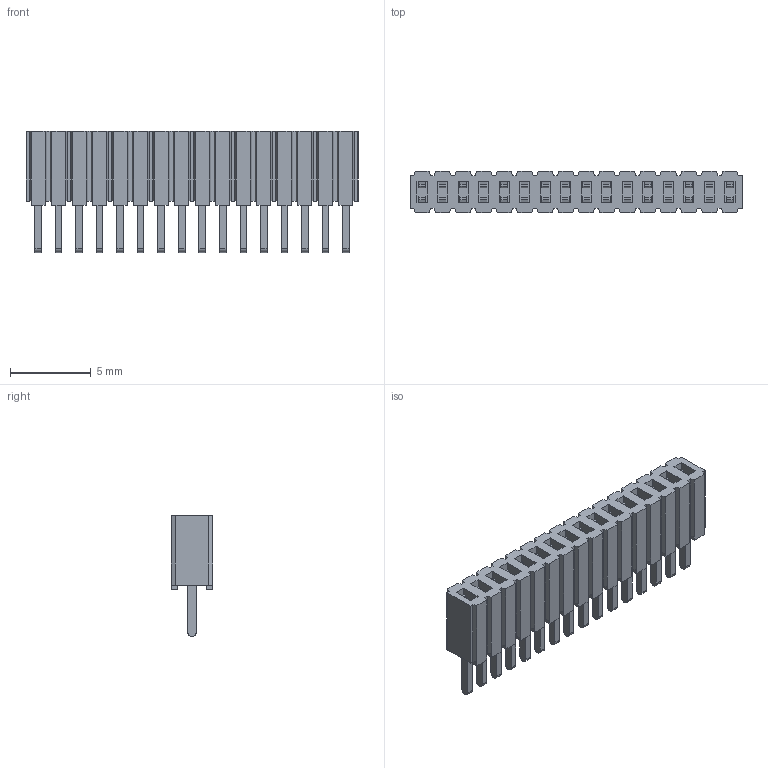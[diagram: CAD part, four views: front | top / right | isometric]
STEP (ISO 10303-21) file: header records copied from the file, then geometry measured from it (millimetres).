
FILE_DESCRIPTION(('FreeCAD Model'),'2;1');
FILE_NAME('Open CASCADE Shape Model','2025-01-06T12:22:41',(''),(''), 'Open CASCADE STEP processor 7.8','FreeCAD','Unknown');
FILE_SCHEMA(('AUTOMOTIVE_DESIGN { 1 0 10303 214 1 1 1 1 }'));
Length unit declared in the file: millimetre
Products named in the file (2): SLM-116-01-S_socket; C-29-01-16-S
Bounding box: 20.55 x 2.54 x 7.49 mm (x, y, z)
Volume: 196 mm3; surface area: 896.4 mm2
Topology: 2 solids, 2 shells, 592 faces, 1604 edges, 1048 vertices
Faces by surface type: plane 576, cylinder 16
Entity records: 18208 total; most frequent: CARTESIAN_POINT 3245, ORIENTED_EDGE 3208, DIRECTION 2822, EDGE_CURVE 1604, LINE 1572, VECTOR 1572, VERTEX_POINT 1048, AXIS2_PLACEMENT_3D 625
